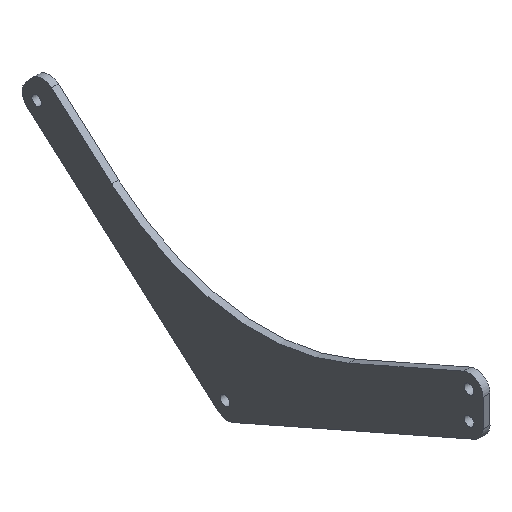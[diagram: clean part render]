
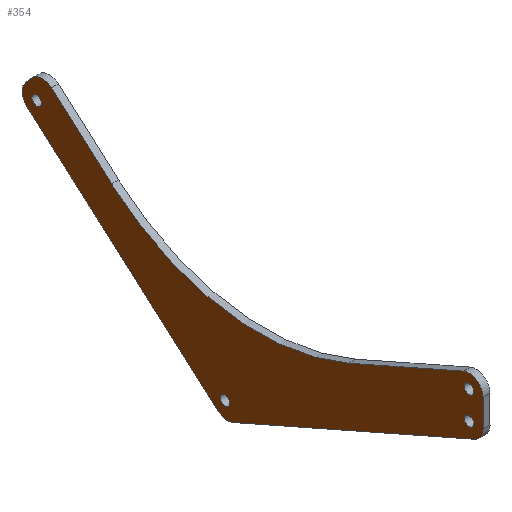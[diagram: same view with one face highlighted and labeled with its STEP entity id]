
A CAD part, isometric view. The second image highlights one B-rep face of the part: STEP entity #354.
In plain terms, the highlighted planar face has unit normal (-1, 0, 0).
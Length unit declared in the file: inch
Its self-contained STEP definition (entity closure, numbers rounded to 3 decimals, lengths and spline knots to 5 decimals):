
#19=FACE_BOUND('',#71,.T.);
#20=FACE_BOUND('',#72,.T.);
#21=FACE_BOUND('',#73,.T.);
#22=FACE_BOUND('',#74,.T.);
#30=PLANE('',#414);
#48=FACE_OUTER_BOUND('',#70,.T.);
#70=EDGE_LOOP('',(#311,#312,#313,#314,#315,#316,#317,#318,#319,#320,#321,
#322));
#71=EDGE_LOOP('',(#323));
#72=EDGE_LOOP('',(#324));
#73=EDGE_LOOP('',(#325));
#74=EDGE_LOOP('',(#326));
#81=LINE('',#557,#109);
#85=LINE('',#569,#113);
#89=LINE('',#581,#117);
#93=LINE('',#593,#121);
#97=LINE('',#605,#125);
#101=LINE('',#616,#129);
#109=VECTOR('',#455,0.3937);
#113=VECTOR('',#467,0.3937);
#117=VECTOR('',#479,0.3937);
#121=VECTOR('',#491,0.3937);
#125=VECTOR('',#503,0.3937);
#129=VECTOR('',#515,0.3937);
#132=CIRCLE('',#379,0.086);
#134=CIRCLE('',#382,0.086);
#136=CIRCLE('',#385,0.086);
#138=CIRCLE('',#388,0.086);
#139=CIRCLE('',#390,0.25);
#141=CIRCLE('',#394,0.25);
#143=CIRCLE('',#398,0.25);
#145=CIRCLE('',#402,4.);
#147=CIRCLE('',#406,0.25);
#149=CIRCLE('',#410,0.25);
#152=VERTEX_POINT('',#525);
#154=VERTEX_POINT('',#531);
#156=VERTEX_POINT('',#537);
#158=VERTEX_POINT('',#543);
#159=VERTEX_POINT('',#547);
#160=VERTEX_POINT('',#548);
#163=VERTEX_POINT('',#556);
#165=VERTEX_POINT('',#562);
#167=VERTEX_POINT('',#568);
#169=VERTEX_POINT('',#574);
#171=VERTEX_POINT('',#580);
#173=VERTEX_POINT('',#586);
#175=VERTEX_POINT('',#592);
#177=VERTEX_POINT('',#598);
#179=VERTEX_POINT('',#604);
#181=VERTEX_POINT('',#610);
#185=EDGE_CURVE('',#152,#152,#132,.T.);
#188=EDGE_CURVE('',#154,#154,#134,.T.);
#191=EDGE_CURVE('',#156,#156,#136,.T.);
#194=EDGE_CURVE('',#158,#158,#138,.T.);
#195=EDGE_CURVE('',#159,#160,#139,.T.);
#199=EDGE_CURVE('',#163,#159,#81,.T.);
#202=EDGE_CURVE('',#165,#163,#141,.T.);
#205=EDGE_CURVE('',#167,#165,#85,.T.);
#208=EDGE_CURVE('',#169,#167,#143,.T.);
#211=EDGE_CURVE('',#171,#169,#89,.T.);
#214=EDGE_CURVE('',#173,#171,#145,.T.);
#217=EDGE_CURVE('',#175,#173,#93,.T.);
#220=EDGE_CURVE('',#177,#175,#147,.T.);
#223=EDGE_CURVE('',#179,#177,#97,.T.);
#226=EDGE_CURVE('',#181,#179,#149,.T.);
#229=EDGE_CURVE('',#160,#181,#101,.T.);
#311=ORIENTED_EDGE('',*,*,#229,.F.);
#312=ORIENTED_EDGE('',*,*,#195,.F.);
#313=ORIENTED_EDGE('',*,*,#199,.F.);
#314=ORIENTED_EDGE('',*,*,#202,.F.);
#315=ORIENTED_EDGE('',*,*,#205,.F.);
#316=ORIENTED_EDGE('',*,*,#208,.F.);
#317=ORIENTED_EDGE('',*,*,#211,.F.);
#318=ORIENTED_EDGE('',*,*,#214,.F.);
#319=ORIENTED_EDGE('',*,*,#217,.F.);
#320=ORIENTED_EDGE('',*,*,#220,.F.);
#321=ORIENTED_EDGE('',*,*,#223,.F.);
#322=ORIENTED_EDGE('',*,*,#226,.F.);
#323=ORIENTED_EDGE('',*,*,#194,.F.);
#324=ORIENTED_EDGE('',*,*,#191,.F.);
#325=ORIENTED_EDGE('',*,*,#188,.F.);
#326=ORIENTED_EDGE('',*,*,#185,.F.);
#354=ADVANCED_FACE('',(#48,#19,#20,#21,#22),#30,.F.);
#379=AXIS2_PLACEMENT_3D('',#527,#422,#423);
#382=AXIS2_PLACEMENT_3D('',#533,#429,#430);
#385=AXIS2_PLACEMENT_3D('',#539,#436,#437);
#388=AXIS2_PLACEMENT_3D('',#545,#443,#444);
#390=AXIS2_PLACEMENT_3D('',#549,#447,#448);
#394=AXIS2_PLACEMENT_3D('',#563,#460,#461);
#398=AXIS2_PLACEMENT_3D('',#575,#472,#473);
#402=AXIS2_PLACEMENT_3D('',#587,#484,#485);
#406=AXIS2_PLACEMENT_3D('',#599,#496,#497);
#410=AXIS2_PLACEMENT_3D('',#611,#508,#509);
#414=AXIS2_PLACEMENT_3D('',#619,#519,#520);
#422=DIRECTION('center_axis',(-1.,0.,0.));
#423=DIRECTION('ref_axis',(0.,0.,1.));
#429=DIRECTION('center_axis',(-1.,0.,0.));
#430=DIRECTION('ref_axis',(0.,0.,1.));
#436=DIRECTION('center_axis',(-1.,0.,0.));
#437=DIRECTION('ref_axis',(0.,0.,1.));
#443=DIRECTION('center_axis',(-1.,0.,0.));
#444=DIRECTION('ref_axis',(0.,0.,1.));
#447=DIRECTION('center_axis',(1.,0.,0.));
#448=DIRECTION('ref_axis',(0.,-0.403,-0.915));
#455=DIRECTION('',(0.,0.915,-0.403));
#460=DIRECTION('center_axis',(1.,0.,0.));
#461=DIRECTION('ref_axis',(0.,-1.,0.));
#467=DIRECTION('',(0.,0.,-1.));
#472=DIRECTION('center_axis',(1.,0.,0.));
#473=DIRECTION('ref_axis',(0.,0.403,0.915));
#479=DIRECTION('',(0.,-0.915,0.403));
#484=DIRECTION('center_axis',(-1.,0.,0.));
#485=DIRECTION('ref_axis',(0.,0.403,0.915));
#491=DIRECTION('',(0.,-0.751,-0.661));
#496=DIRECTION('center_axis',(1.,0.,0.));
#497=DIRECTION('ref_axis',(0.,0.751,0.661));
#503=DIRECTION('',(0.,-0.661,0.751));
#508=DIRECTION('center_axis',(1.,0.,0.));
#509=DIRECTION('ref_axis',(0.,0.661,-0.751));
#515=DIRECTION('',(0.,0.751,0.661));
#519=DIRECTION('center_axis',(1.,0.,0.));
#520=DIRECTION('ref_axis',(0.,0.,-1.));
#525=CARTESIAN_POINT('',(0.,0.,-0.586));
#527=CARTESIAN_POINT('Origin',(0.,0.,-0.5));
#531=CARTESIAN_POINT('',(0.,4.3794,-2.45309));
#533=CARTESIAN_POINT('Origin',(0.,4.3794,-2.36709));
#537=CARTESIAN_POINT('',(0.,7.758,0.5193));
#539=CARTESIAN_POINT('Origin',(0.,7.758,0.6053));
#543=CARTESIAN_POINT('',(0.,0.,-0.086));
#545=CARTESIAN_POINT('Origin',(0.,0.,0.));
#547=CARTESIAN_POINT('',(0.,4.23337,-2.63581));
#548=CARTESIAN_POINT('',(0.,4.49918,-2.59468));
#549=CARTESIAN_POINT('Origin',(0.,4.33405,-2.40698));
#556=CARTESIAN_POINT('',(0.,-0.10068,-0.72883));
#557=CARTESIAN_POINT('',(0.,-0.10068,-0.72883));
#562=CARTESIAN_POINT('',(0.,-0.25,-0.5));
#563=CARTESIAN_POINT('Origin',(0.,0.,-0.5));
#568=CARTESIAN_POINT('',(0.,-0.25,0.));
#569=CARTESIAN_POINT('',(0.,-0.25,0.));
#574=CARTESIAN_POINT('',(0.,0.10068,0.22883));
#575=CARTESIAN_POINT('Origin',(0.,0.,0.));
#580=CARTESIAN_POINT('',(0.,2.16158,-0.67796));
#581=CARTESIAN_POINT('',(0.,2.16158,-0.67796));
#586=CARTESIAN_POINT('',(0.,6.41465,-0.0199));
#587=CARTESIAN_POINT('Origin',(0.,3.77253,2.9833));
#592=CARTESIAN_POINT('',(0.,7.49579,0.93124));
#593=CARTESIAN_POINT('',(0.,7.49579,0.93124));
#598=CARTESIAN_POINT('',(0.,7.84862,0.90868));
#599=CARTESIAN_POINT('Origin',(0.,7.66092,0.74354));
#604=CARTESIAN_POINT('',(0.,7.95953,0.7826));
#605=CARTESIAN_POINT('',(0.,7.95953,0.7826));
#610=CARTESIAN_POINT('',(0.,7.93697,0.42977));
#611=CARTESIAN_POINT('Origin',(0.,7.77183,0.61747));
#616=CARTESIAN_POINT('',(0.,4.49918,-2.59468));
#619=CARTESIAN_POINT('Origin',(0.,3.88592,-0.83172));
